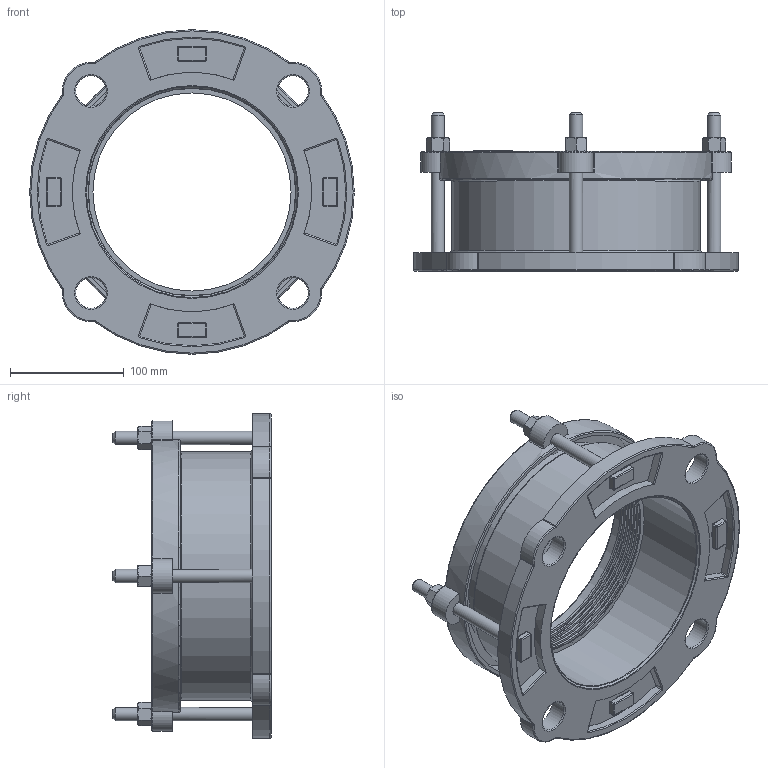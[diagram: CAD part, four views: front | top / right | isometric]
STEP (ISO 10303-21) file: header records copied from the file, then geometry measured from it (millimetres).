
FILE_DESCRIPTION(/* description */ (''),/* implementation_level */ '2;1');
FILE_NAME(/* name */ 'DN150_3D_STEP.stp',/* time_stamp */ '2024-04-17T11:57:39+03:00',/* author */ ('igorr'),/* organization */ (''),/* preprocessor_version */ 'ST-DEVELOPER v19.2',/* originating_system */ 'Autodesk Inventor 2023',/* authorisation */ '');
FILE_SCHEMA (('AUTOMOTIVE_DESIGN { 1 0 10303 214 3 1 1 }'));
Length unit declared in the file: millimetre
Products named in the file (3): Сборка; Деталь; ANSI B18.2.4.2M - M12x1,75
Assembly tree (5 placements, depth 2):
  Сборка
    Деталь
    ANSI B18.2.4.2M - M12x1,75  x4
Bounding box: 285 x 139 x 285 mm (x, y, z)
Volume: 1630852.6 mm3; surface area: 321611.2 mm2
Topology: 5 solids, 5 shells, 598 faces, 1457 edges, 903 vertices
Faces by surface type: plane 202, cylinder 147, bspline 93, cone 63, torus 61, sphere 32
Full cylindrical faces by diameter (mm): 10.106 x4, 11.762 x8, 12 x4, 27.045 x4, 174 x7, 178 x6, 182 x2, 200 x1, 218 x1
Entity records: 17877 total; most frequent: CARTESIAN_POINT 5062, ORIENTED_EDGE 2614, DIRECTION 2428, EDGE_CURVE 1307, AXIS2_PLACEMENT_3D 926, VERTEX_POINT 816, EDGE_LOOP 591, LINE 576
